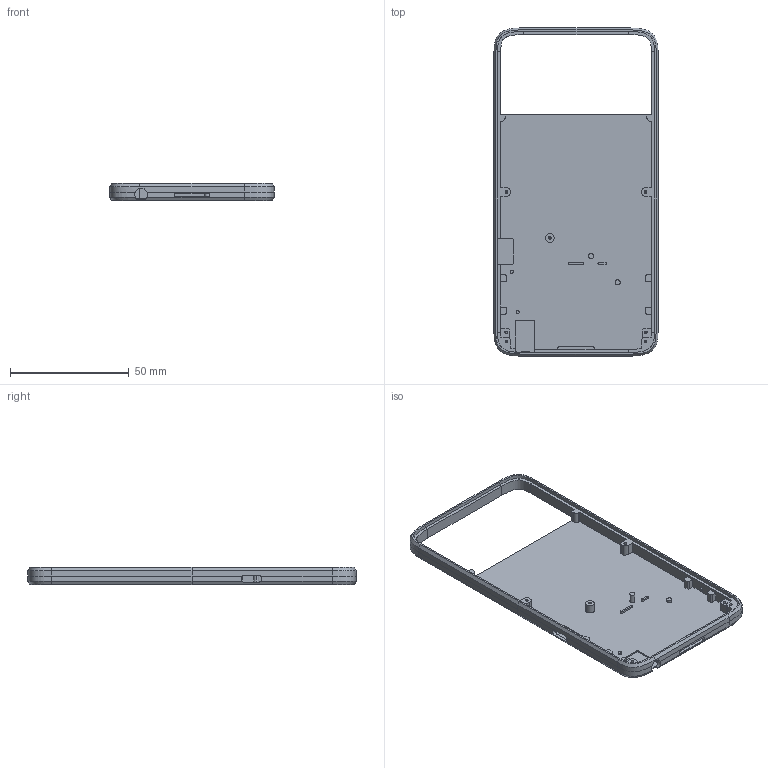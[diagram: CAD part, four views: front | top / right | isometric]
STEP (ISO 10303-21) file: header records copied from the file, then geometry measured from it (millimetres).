
FILE_DESCRIPTION (( 'STEP AP214' ), '1' );
FILE_NAME ('bottom-case-032420.STEP', '2020-03-24T14:48:19', ( '' ), ( '' ), 'SwSTEP 2.0', 'SolidWorks 2019', '' );
FILE_SCHEMA (( 'AUTOMOTIVE_DESIGN' ));
Length unit declared in the file: millimetre
Products named in the file (1): bottom-case-032420
Bounding box: 69 x 138 x 7.2 mm (x, y, z)
Volume: 13069.3 mm3; surface area: 20119 mm2
Topology: 1 solids, 1 shells, 246 faces, 641 edges, 391 vertices
Faces by surface type: plane 134, cylinder 69, bspline 29, cone 14
Entity records: 8533 total; most frequent: CARTESIAN_POINT 2399, ORIENTED_EDGE 1254, DIRECTION 1151, EDGE_CURVE 627, LINE 425, VECTOR 425, VERTEX_POINT 391, AXIS2_PLACEMENT_3D 363
